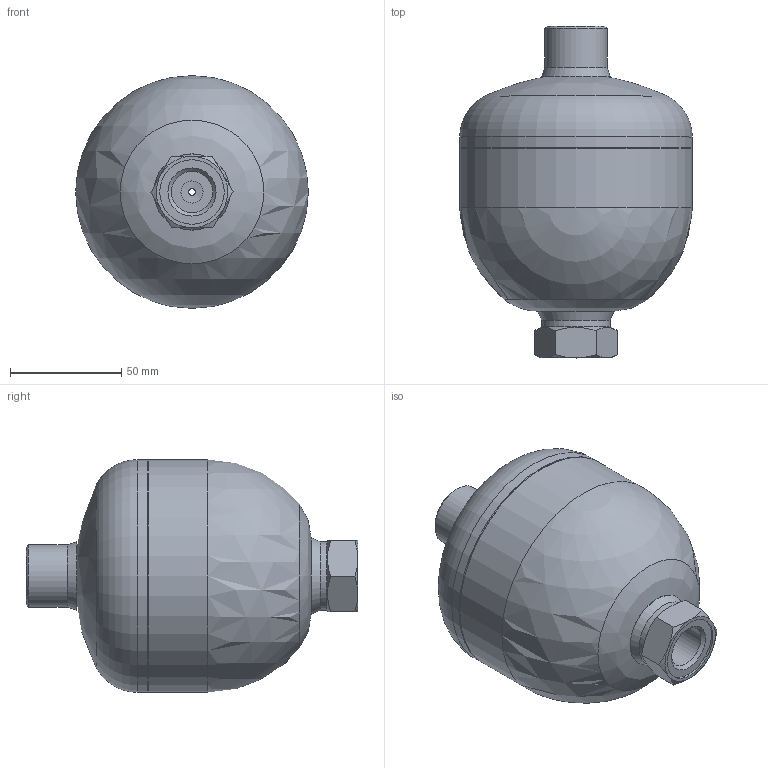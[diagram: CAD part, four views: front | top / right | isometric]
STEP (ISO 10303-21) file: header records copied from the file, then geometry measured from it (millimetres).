
FILE_DESCRIPTION((''),'2;1');
FILE_NAME('02202-01287.stp','2018-08-22T07:35:18',('M.Michel'),(''),'Autodesk Inventor 2010','Autodesk Inventor 2010','');
FILE_SCHEMA(('AUTOMOTIVE_DESIGN { 1 0 10303 214 1 1 1 1 }'));
Length unit declared in the file: millimetre
Products named in the file (7): 02202-01287; Welds_1; 42202-00339; 42202-00340; 42102-00162 Veränd; 42202-00281; 42202-01327
Assembly tree (6 placements, depth 2):
  02202-01287
    Welds_1
    42202-00339
    42202-00340
    42102-00162 Veränd
    42202-00281
    42202-01327
Bounding box: 104.5 x 149.09 x 104.5 mm (x, y, z)
Volume: 210833.2 mm3; surface area: 102215.5 mm2
Topology: 8 solids, 8 shells, 93 faces, 187 edges, 110 vertices
Faces by surface type: cone 27, plane 18, bspline 18, cylinder 17, torus 8, sphere 5
Full cylindrical faces by diameter (mm): 28 x1, 31 x1, 82.5 x1, 85.5 x1, 89.5 x1, 91 x1, 94.4 x1, 95 x4, 95.25 x2, 96.6 x1, 104.5 x3
Entity records: 2593 total; most frequent: CARTESIAN_POINT 784, DIRECTION 362, ORIENTED_EDGE 228, AXIS2_PLACEMENT_3D 178, EDGE_LOOP 174, EDGE_CURVE 114, VERTEX_POINT 102, FACE_OUTER_BOUND 93
